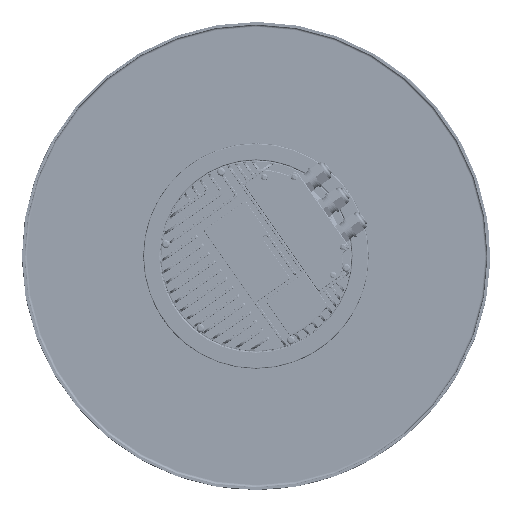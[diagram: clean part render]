
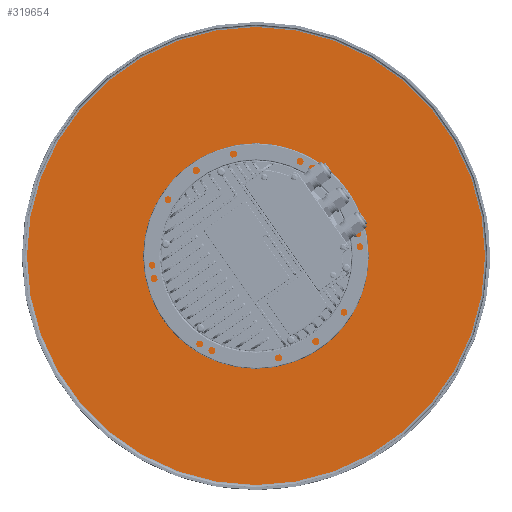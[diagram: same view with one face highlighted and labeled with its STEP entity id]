
A CAD part, front view. The second image highlights one B-rep face of the part: STEP entity #319654.
In plain terms, the highlighted planar face has unit normal (0, -1, 0).
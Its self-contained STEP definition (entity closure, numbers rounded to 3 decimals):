
#316986=CARTESIAN_POINT('',(0.,9.,0.));
#316987=DIRECTION('',(0.,1.,0.));
#316988=DIRECTION('',(0.,0.,1.));
#316989=AXIS2_PLACEMENT_3D('',#316986,#316987,#316988);
#316991=CARTESIAN_POINT('',(0.,9.,0.));
#316992=DIRECTION('',(0.,1.,0.));
#316993=DIRECTION('',(0.,0.,-1.));
#316994=AXIS2_PLACEMENT_3D('',#316991,#316992,#316993);
#316996=CARTESIAN_POINT('',(0.,9.,0.));
#316997=DIRECTION('',(0.,-1.,0.));
#316998=DIRECTION('',(0.,0.,1.));
#316999=AXIS2_PLACEMENT_3D('',#316996,#316997,#316998);
#317001=CARTESIAN_POINT('',(0.,9.,0.));
#317002=DIRECTION('',(0.,-1.,0.));
#317003=DIRECTION('',(0.,0.,-1.));
#317004=AXIS2_PLACEMENT_3D('',#317001,#317002,#317003);
#317006=CARTESIAN_POINT('',(0.,9.,-110.));
#317007=DIRECTION('',(0.,-1.,0.));
#317008=DIRECTION('',(-1.,0.,0.));
#317009=AXIS2_PLACEMENT_3D('',#317006,#317007,#317008);
#317011=CARTESIAN_POINT('',(0.,9.,-110.));
#317012=DIRECTION('',(0.,-1.,0.));
#317013=DIRECTION('',(1.,0.,0.));
#317014=AXIS2_PLACEMENT_3D('',#317011,#317012,#317013);
#317016=CARTESIAN_POINT('',(-95.263,9.,-55.));
#317017=DIRECTION('',(0.,-1.,0.));
#317018=DIRECTION('',(-1.,0.,0.));
#317019=AXIS2_PLACEMENT_3D('',#317016,#317017,#317018);
#317021=CARTESIAN_POINT('',(-95.263,9.,-55.));
#317022=DIRECTION('',(0.,-1.,0.));
#317023=DIRECTION('',(1.,0.,0.));
#317024=AXIS2_PLACEMENT_3D('',#317021,#317022,#317023);
#317026=CARTESIAN_POINT('',(-55.,9.,-95.263));
#317027=DIRECTION('',(0.,-1.,0.));
#317028=DIRECTION('',(-1.,0.,0.));
#317029=AXIS2_PLACEMENT_3D('',#317026,#317027,#317028);
#317031=CARTESIAN_POINT('',(-55.,9.,-95.263));
#317032=DIRECTION('',(0.,-1.,0.));
#317033=DIRECTION('',(1.,0.,0.));
#317034=AXIS2_PLACEMENT_3D('',#317031,#317032,#317033);
#317036=CARTESIAN_POINT('',(95.263,9.,55.));
#317037=DIRECTION('',(0.,-1.,0.));
#317038=DIRECTION('',(0.5,0.,-0.866));
#317039=AXIS2_PLACEMENT_3D('',#317036,#317037,#317038);
#317041=CARTESIAN_POINT('',(95.263,9.,55.));
#317042=DIRECTION('',(0.,-1.,0.));
#317043=DIRECTION('',(-0.5,0.,0.866));
#317044=AXIS2_PLACEMENT_3D('',#317041,#317042,#317043);
#317046=CARTESIAN_POINT('',(95.263,9.,-55.));
#317047=DIRECTION('',(0.,-1.,0.));
#317048=DIRECTION('',(0.5,0.,-0.866));
#317049=AXIS2_PLACEMENT_3D('',#317046,#317047,#317048);
#317051=CARTESIAN_POINT('',(95.263,9.,-55.));
#317052=DIRECTION('',(0.,-1.,0.));
#317053=DIRECTION('',(-0.5,0.,0.866));
#317054=AXIS2_PLACEMENT_3D('',#317051,#317052,#317053);
#317056=CARTESIAN_POINT('',(110.,9.,0.));
#317057=DIRECTION('',(0.,-1.,0.));
#317058=DIRECTION('',(0.5,0.,-0.866));
#317059=AXIS2_PLACEMENT_3D('',#317056,#317057,#317058);
#317061=CARTESIAN_POINT('',(110.,9.,0.));
#317062=DIRECTION('',(0.,-1.,0.));
#317063=DIRECTION('',(-0.5,0.,0.866));
#317064=AXIS2_PLACEMENT_3D('',#317061,#317062,#317063);
#317066=CARTESIAN_POINT('',(-95.263,9.,55.));
#317067=DIRECTION('',(0.,-1.,0.));
#317068=DIRECTION('',(0.5,0.,0.866));
#317069=AXIS2_PLACEMENT_3D('',#317066,#317067,#317068);
#317071=CARTESIAN_POINT('',(-95.263,9.,55.));
#317072=DIRECTION('',(0.,-1.,0.));
#317073=DIRECTION('',(-0.5,0.,-0.866));
#317074=AXIS2_PLACEMENT_3D('',#317071,#317072,#317073);
#317076=CARTESIAN_POINT('',(0.,9.,110.));
#317077=DIRECTION('',(0.,-1.,0.));
#317078=DIRECTION('',(0.5,0.,0.866));
#317079=AXIS2_PLACEMENT_3D('',#317076,#317077,#317078);
#317081=CARTESIAN_POINT('',(0.,9.,110.));
#317082=DIRECTION('',(0.,-1.,0.));
#317083=DIRECTION('',(-0.5,0.,-0.866));
#317084=AXIS2_PLACEMENT_3D('',#317081,#317082,#317083);
#317086=CARTESIAN_POINT('',(-55.,9.,95.263));
#317087=DIRECTION('',(0.,-1.,0.));
#317088=DIRECTION('',(0.5,0.,0.866));
#317089=AXIS2_PLACEMENT_3D('',#317086,#317087,#317088);
#317091=CARTESIAN_POINT('',(-55.,9.,95.263));
#317092=DIRECTION('',(0.,-1.,0.));
#317093=DIRECTION('',(-0.5,0.,-0.866));
#317094=AXIS2_PLACEMENT_3D('',#317091,#317092,#317093);
#319105=CARTESIAN_POINT('',(-91.013,9.,-55.));
#319106=CARTESIAN_POINT('',(-99.513,9.,-55.));
#319107=VERTEX_POINT('',#319105);
#319108=VERTEX_POINT('',#319106);
#319113=CARTESIAN_POINT('',(0.,9.,276.6));
#319114=CARTESIAN_POINT('',(0.,9.,-276.6));
#319115=VERTEX_POINT('',#319113);
#319116=VERTEX_POINT('',#319114);
#319117=CARTESIAN_POINT('',(0.,9.,100.1));
#319118=CARTESIAN_POINT('',(0.,9.,-100.1));
#319119=VERTEX_POINT('',#319117);
#319120=VERTEX_POINT('',#319118);
#319121=CARTESIAN_POINT('',(-4.25,9.,-110.));
#319122=CARTESIAN_POINT('',(4.25,9.,-110.));
#319123=VERTEX_POINT('',#319121);
#319124=VERTEX_POINT('',#319122);
#319125=CARTESIAN_POINT('',(-58.,9.,-95.263));
#319126=CARTESIAN_POINT('',(-52.,9.,-95.263));
#319127=VERTEX_POINT('',#319125);
#319128=VERTEX_POINT('',#319126);
#319129=CARTESIAN_POINT('',(97.388,9.,51.319));
#319130=CARTESIAN_POINT('',(93.138,9.,58.681));
#319131=VERTEX_POINT('',#319129);
#319132=VERTEX_POINT('',#319130);
#319133=CARTESIAN_POINT('',(97.388,9.,-58.681));
#319134=CARTESIAN_POINT('',(93.138,9.,-51.319));
#319135=VERTEX_POINT('',#319133);
#319136=VERTEX_POINT('',#319134);
#319137=CARTESIAN_POINT('',(111.5,9.,-2.598));
#319138=CARTESIAN_POINT('',(108.5,9.,2.598));
#319139=VERTEX_POINT('',#319137);
#319140=VERTEX_POINT('',#319138);
#319141=CARTESIAN_POINT('',(-93.138,9.,58.681));
#319142=CARTESIAN_POINT('',(-97.388,9.,51.319));
#319143=VERTEX_POINT('',#319141);
#319144=VERTEX_POINT('',#319142);
#319145=CARTESIAN_POINT('',(2.125,9.,113.681));
#319146=CARTESIAN_POINT('',(-2.125,9.,106.319));
#319147=VERTEX_POINT('',#319145);
#319148=VERTEX_POINT('',#319146);
#319149=CARTESIAN_POINT('',(-53.5,9.,97.861));
#319150=CARTESIAN_POINT('',(-56.5,9.,92.665));
#319151=VERTEX_POINT('',#319149);
#319152=VERTEX_POINT('',#319150);
#319584=CARTESIAN_POINT('',(0.,9.,0.));
#319585=DIRECTION('',(0.,1.,0.));
#319586=DIRECTION('',(0.,0.,1.));
#319587=AXIS2_PLACEMENT_3D('',#319584,#319585,#319586);
#319588=PLANE('',#319587);
#319590=ORIENTED_EDGE('',*,*,#319589,.T.);
#319592=ORIENTED_EDGE('',*,*,#319591,.T.);
#319593=EDGE_LOOP('',(#319590,#319592));
#319594=FACE_OUTER_BOUND('',#319593,.F.);
#319596=ORIENTED_EDGE('',*,*,#319595,.T.);
#319598=ORIENTED_EDGE('',*,*,#319597,.T.);
#319599=EDGE_LOOP('',(#319596,#319598));
#319600=FACE_BOUND('',#319599,.F.);
#319602=ORIENTED_EDGE('',*,*,#319601,.T.);
#319604=ORIENTED_EDGE('',*,*,#319603,.T.);
#319605=EDGE_LOOP('',(#319602,#319604));
#319606=FACE_BOUND('',#319605,.F.);
#319608=ORIENTED_EDGE('',*,*,#319607,.T.);
#319609=ORIENTED_EDGE('',*,*,#319573,.T.);
#319610=EDGE_LOOP('',(#319608,#319609));
#319611=FACE_BOUND('',#319610,.F.);
#319613=ORIENTED_EDGE('',*,*,#319612,.T.);
#319615=ORIENTED_EDGE('',*,*,#319614,.T.);
#319616=EDGE_LOOP('',(#319613,#319615));
#319617=FACE_BOUND('',#319616,.F.);
#319619=ORIENTED_EDGE('',*,*,#319618,.T.);
#319621=ORIENTED_EDGE('',*,*,#319620,.T.);
#319622=EDGE_LOOP('',(#319619,#319621));
#319623=FACE_BOUND('',#319622,.F.);
#319625=ORIENTED_EDGE('',*,*,#319624,.T.);
#319627=ORIENTED_EDGE('',*,*,#319626,.T.);
#319628=EDGE_LOOP('',(#319625,#319627));
#319629=FACE_BOUND('',#319628,.F.);
#319631=ORIENTED_EDGE('',*,*,#319630,.T.);
#319633=ORIENTED_EDGE('',*,*,#319632,.T.);
#319634=EDGE_LOOP('',(#319631,#319633));
#319635=FACE_BOUND('',#319634,.F.);
#319637=ORIENTED_EDGE('',*,*,#319636,.T.);
#319639=ORIENTED_EDGE('',*,*,#319638,.T.);
#319640=EDGE_LOOP('',(#319637,#319639));
#319641=FACE_BOUND('',#319640,.F.);
#319643=ORIENTED_EDGE('',*,*,#319642,.T.);
#319645=ORIENTED_EDGE('',*,*,#319644,.T.);
#319646=EDGE_LOOP('',(#319643,#319645));
#319647=FACE_BOUND('',#319646,.F.);
#319649=ORIENTED_EDGE('',*,*,#319648,.T.);
#319651=ORIENTED_EDGE('',*,*,#319650,.T.);
#319652=EDGE_LOOP('',(#319649,#319651));
#319653=FACE_BOUND('',#319652,.F.);
#319654=ADVANCED_FACE('',(#319594,#319600,#319606,#319611,#319617,#319623,
#319629,#319635,#319641,#319647,#319653),#319588,.F.);
#316990=CIRCLE('',#316989,276.6);
#316995=CIRCLE('',#316994,276.6);
#317000=CIRCLE('',#316999,100.1);
#317005=CIRCLE('',#317004,100.1);
#317010=CIRCLE('',#317009,4.25);
#317015=CIRCLE('',#317014,4.25);
#317020=CIRCLE('',#317019,4.25);
#317025=CIRCLE('',#317024,4.25);
#317030=CIRCLE('',#317029,3.);
#317035=CIRCLE('',#317034,3.);
#317040=CIRCLE('',#317039,4.25);
#317045=CIRCLE('',#317044,4.25);
#317050=CIRCLE('',#317049,4.25);
#317055=CIRCLE('',#317054,4.25);
#317060=CIRCLE('',#317059,3.);
#317065=CIRCLE('',#317064,3.);
#317070=CIRCLE('',#317069,4.25);
#317075=CIRCLE('',#317074,4.25);
#317080=CIRCLE('',#317079,4.25);
#317085=CIRCLE('',#317084,4.25);
#317090=CIRCLE('',#317089,3.);
#317095=CIRCLE('',#317094,3.);
#319573=EDGE_CURVE('',#319107,#319108,#317025,.T.);
#319589=EDGE_CURVE('',#319115,#319116,#316990,.T.);
#319591=EDGE_CURVE('',#319116,#319115,#316995,.T.);
#319595=EDGE_CURVE('',#319119,#319120,#317000,.T.);
#319597=EDGE_CURVE('',#319120,#319119,#317005,.T.);
#319601=EDGE_CURVE('',#319123,#319124,#317010,.T.);
#319603=EDGE_CURVE('',#319124,#319123,#317015,.T.);
#319607=EDGE_CURVE('',#319108,#319107,#317020,.T.);
#319612=EDGE_CURVE('',#319127,#319128,#317030,.T.);
#319614=EDGE_CURVE('',#319128,#319127,#317035,.T.);
#319618=EDGE_CURVE('',#319131,#319132,#317040,.T.);
#319620=EDGE_CURVE('',#319132,#319131,#317045,.T.);
#319624=EDGE_CURVE('',#319135,#319136,#317050,.T.);
#319626=EDGE_CURVE('',#319136,#319135,#317055,.T.);
#319630=EDGE_CURVE('',#319139,#319140,#317060,.T.);
#319632=EDGE_CURVE('',#319140,#319139,#317065,.T.);
#319636=EDGE_CURVE('',#319143,#319144,#317070,.T.);
#319638=EDGE_CURVE('',#319144,#319143,#317075,.T.);
#319642=EDGE_CURVE('',#319147,#319148,#317080,.T.);
#319644=EDGE_CURVE('',#319148,#319147,#317085,.T.);
#319648=EDGE_CURVE('',#319151,#319152,#317090,.T.);
#319650=EDGE_CURVE('',#319152,#319151,#317095,.T.);
